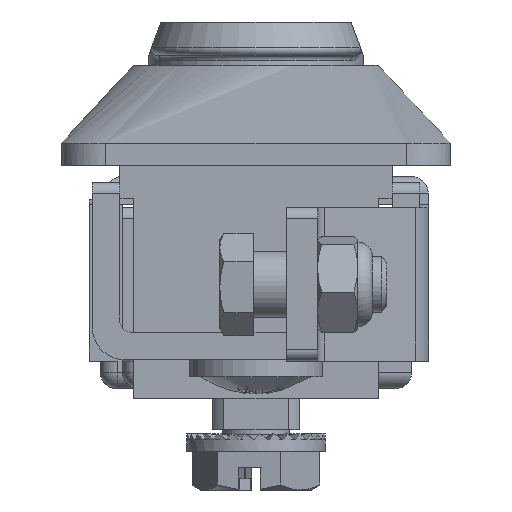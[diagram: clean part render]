
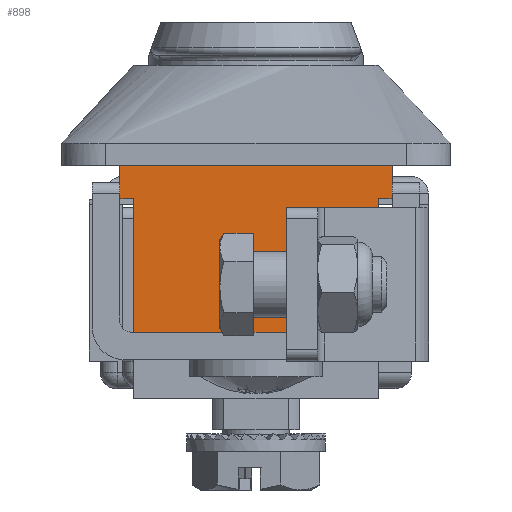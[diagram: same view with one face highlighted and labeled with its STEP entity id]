
A CAD part, left-side view. The second image highlights one B-rep face of the part: STEP entity #898.
In plain terms, the highlighted planar face has unit normal (-1, 0, 0).
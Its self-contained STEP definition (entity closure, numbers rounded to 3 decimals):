
#898=ADVANCED_FACE('',(#2005),#2006,.F.);
#2005=FACE_OUTER_BOUND('',#4588,.T.);
#2006=PLANE('',#4589);
#4588=EDGE_LOOP('',(#11401,#11402,#11403,#11404,#11405,#11406,#11407,#11408));
#4589=AXIS2_PLACEMENT_3D('',#11409,#11410,#11411);
#11401=ORIENTED_EDGE('',*,*,#20246,.T.);
#11402=ORIENTED_EDGE('',*,*,#20247,.F.);
#11403=ORIENTED_EDGE('',*,*,#20160,.T.);
#11404=ORIENTED_EDGE('',*,*,#20157,.F.);
#11405=ORIENTED_EDGE('',*,*,#20248,.F.);
#11406=ORIENTED_EDGE('',*,*,#20249,.T.);
#11407=ORIENTED_EDGE('',*,*,#20250,.T.);
#11408=ORIENTED_EDGE('',*,*,#20251,.T.);
#11409=CARTESIAN_POINT('',(-73.75,11.0,304.058));
#11410=DIRECTION('',(1.0,0.,0.));
#11411=DIRECTION('',(0.,1.0,0.));
#20157=EDGE_CURVE('',#23156,#23158,#23159,.T.);
#20160=EDGE_CURVE('',#23161,#23158,#23163,.T.);
#20246=EDGE_CURVE('',#23309,#23310,#23311,.T.);
#20247=EDGE_CURVE('',#23161,#23310,#23312,.T.);
#20248=EDGE_CURVE('',#23313,#23156,#23314,.T.);
#20249=EDGE_CURVE('',#23313,#23315,#23316,.T.);
#20250=EDGE_CURVE('',#23315,#23317,#23318,.T.);
#20251=EDGE_CURVE('',#23317,#23309,#23319,.T.);
#23156=VERTEX_POINT('',#28757);
#23158=VERTEX_POINT('',#28760);
#23159=LINE('',#28761,#28762);
#23161=VERTEX_POINT('',#28765);
#23163=LINE('',#28768,#28769);
#23309=VERTEX_POINT('',#29016);
#23310=VERTEX_POINT('',#29017);
#23311=LINE('',#29018,#29019);
#23312=LINE('',#29020,#29021);
#23313=VERTEX_POINT('',#29022);
#23314=LINE('',#29023,#29024);
#23315=VERTEX_POINT('',#29025);
#23316=LINE('',#29026,#29027);
#23317=VERTEX_POINT('',#29028);
#23318=LINE('',#29029,#29030);
#23319=LINE('',#29031,#29032);
#28757=CARTESIAN_POINT('',(-73.75,-12.25,-9.));
#28760=CARTESIAN_POINT('',(-73.75,-12.25,-12.));
#28761=CARTESIAN_POINT('',(-73.75,-12.25,323.058));
#28762=VECTOR('',#39592,1.0);
#28765=CARTESIAN_POINT('',(-73.75,-11.0,-12.));
#28768=CARTESIAN_POINT('',(-73.75,-9.75,-12.));
#28769=VECTOR('',#39595,1.0);
#29016=CARTESIAN_POINT('',(-73.75,11.0,-24.));
#29017=CARTESIAN_POINT('',(-73.75,-11.0,-24.));
#29018=CARTESIAN_POINT('',(-73.75,11.0,-24.));
#29019=VECTOR('',#39706,1.0);
#29020=CARTESIAN_POINT('',(-73.75,-11.0,304.058));
#29021=VECTOR('',#39707,1.0);
#29022=CARTESIAN_POINT('',(-73.75,12.25,-9.));
#29023=CARTESIAN_POINT('',(-73.75,11.0,-9.));
#29024=VECTOR('',#39708,1.0);
#29025=CARTESIAN_POINT('',(-73.75,12.25,-12.));
#29026=CARTESIAN_POINT('',(-73.75,12.25,323.058));
#29027=VECTOR('',#39709,1.0);
#29028=CARTESIAN_POINT('',(-73.75,11.0,-12.));
#29029=CARTESIAN_POINT('',(-73.75,12.25,-12.));
#29030=VECTOR('',#39710,1.0);
#29031=CARTESIAN_POINT('',(-73.75,11.0,304.058));
#29032=VECTOR('',#39711,1.0);
#39592=DIRECTION('',(0.,0.,-1.0));
#39595=DIRECTION('',(0.,-1.0,0.));
#39706=DIRECTION('',(0.,-1.0,0.));
#39707=DIRECTION('',(0.,0.,-1.0));
#39708=DIRECTION('',(0.,-1.0,0.));
#39709=DIRECTION('',(0.,0.,-1.0));
#39710=DIRECTION('',(0.,-1.0,0.));
#39711=DIRECTION('',(0.,0.,-1.0));
